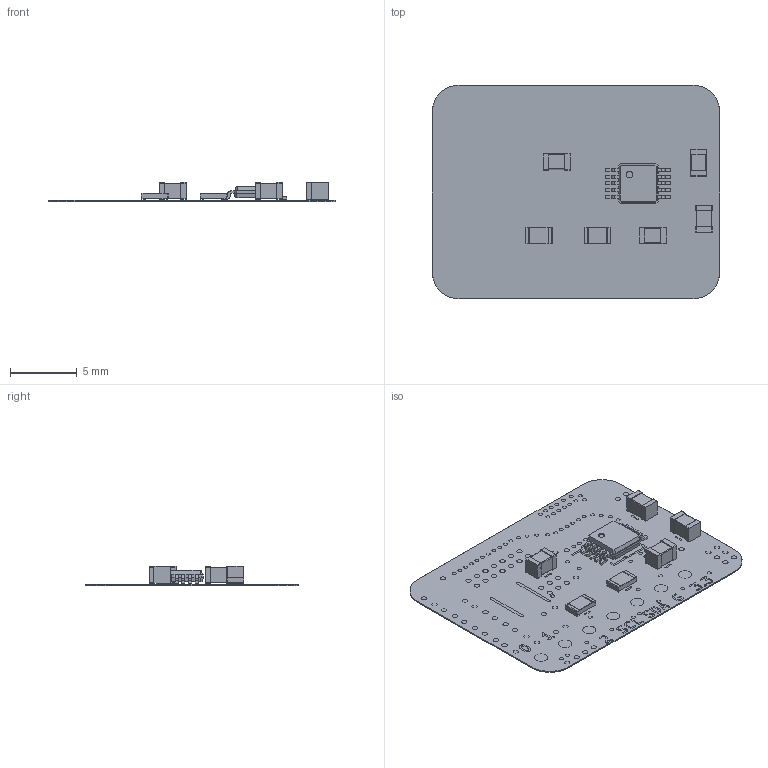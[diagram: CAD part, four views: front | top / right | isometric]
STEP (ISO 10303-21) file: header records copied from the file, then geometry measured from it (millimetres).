
FILE_DESCRIPTION(('KiCad electronic assembly'),'2;1');
FILE_NAME('Si5351-Trimmed.step','2025-06-02T11:46:10',('Pcbnew'),( 'Kicad'),'Open CASCADE STEP processor 7.8','KiCad to STEP converter' ,'Unknown');
FILE_SCHEMA(('AUTOMOTIVE_DESIGN { 1 0 10303 214 1 1 1 1 }'));
Length unit declared in the file: millimetre
Products named in the file (8): Si5351-Trimmed 1; C_0805_2012Metric; R_0805_2012Metric; OSC-SMD_4P-L3.2-W2.5-H1.0; MSOP-10_3x3mm_P0.5mm; Adafruit Si5351A_silkscreen; Adafruit Si5351A_soldermask; Adafruit Si5351A_PCB
Assembly tree (11 placements, depth 2):
  Si5351-Trimmed 1
    C_0805_2012Metric  x4
    R_0805_2012Metric  x2
    OSC-SMD_4P-L3.2-W2.5-H1.0
    MSOP-10_3x3mm_P0.5mm
    Adafruit Si5351A_silkscreen
    Adafruit Si5351A_soldermask
    Adafruit Si5351A_PCB
Bounding box: 21.5 x 16 x 1.43 mm (x, y, z)
Volume: 51.5 mm3; surface area: 1508.2 mm2
Topology: 8 solids, 181 shells, 815 faces, 1771 edges, 1295 vertices
Faces by surface type: plane 531, cylinder 250, bspline 34
Full cylindrical faces by diameter (mm): 0.3 x74, 0.4 x60, 0.5 x1, 1 x7
Entity records: 20916 total; most frequent: CARTESIAN_POINT 3445, DIRECTION 3362, ORIENTED_EDGE 2559, EDGE_CURVE 1487, AXIS2_PLACEMENT_3D 1224, VERTEX_POINT 1107, LINE 914, VECTOR 914
